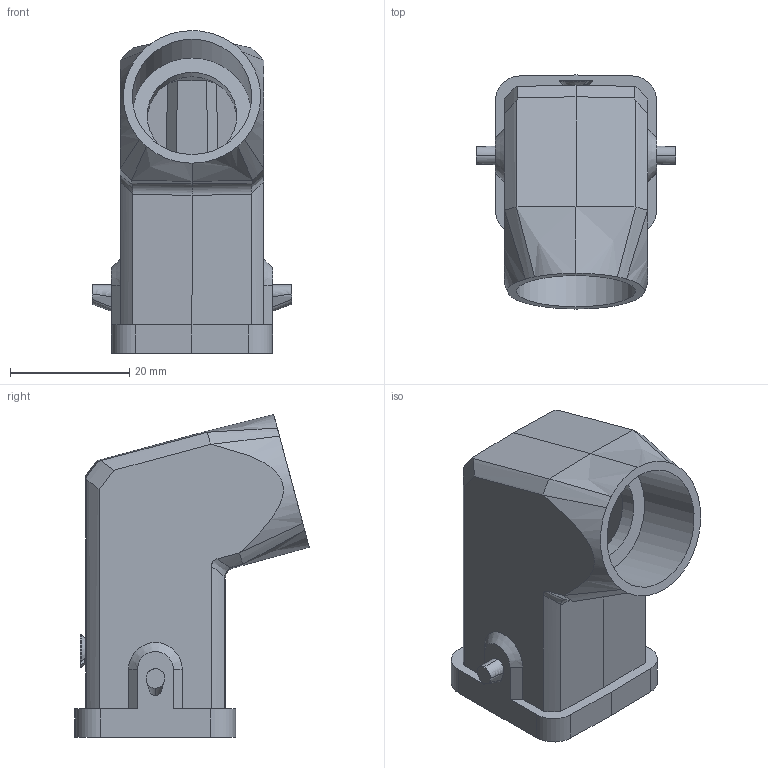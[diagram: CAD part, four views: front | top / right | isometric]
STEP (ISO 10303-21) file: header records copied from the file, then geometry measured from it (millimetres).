
FILE_DESCRIPTION(/* description */ (''),/* implementation_level */ '2;1');
FILE_NAME(/* name */ '100205109ugm000_b.stp',/* time_stamp */ '2018-08-17T08:43:51+02:00',/* author */ (''),/* organization */ (''),/* preprocessor_version */ 'ST-DEVELOPER v16.7',/* originating_system */ 'SIEMENS PLM Software NX 12.0',/* authorisation */ '');
FILE_SCHEMA (('AUTOMOTIVE_DESIGN { 1 0 10303 214 3 1 1 1 }'));
Length unit declared in the file: millimetre
Products named in the file (1): 100205109ugm000_b
Bounding box: 33.4 x 39.28 x 54.11 mm (x, y, z)
Volume: 8918 mm3; surface area: 11181.3 mm2
Topology: 2 solids, 2 shells, 235 faces, 626 edges, 422 vertices
Faces by surface type: plane 155, cylinder 35, bspline 35, cone 10
Full cylindrical faces by diameter (mm): 0.753 x1, 0.986 x1, 3 x1, 3.1 x1, 15 x1, 20 x1
Entity records: 9120 total; most frequent: CARTESIAN_POINT 2795, ORIENTED_EDGE 1226, DIRECTION 974, EDGE_CURVE 613, LINE 426, VECTOR 426, VERTEX_POINT 413, AXIS2_PLACEMENT_3D 274
